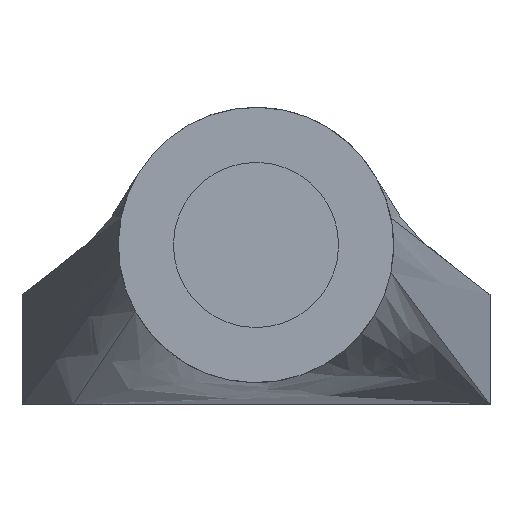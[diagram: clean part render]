
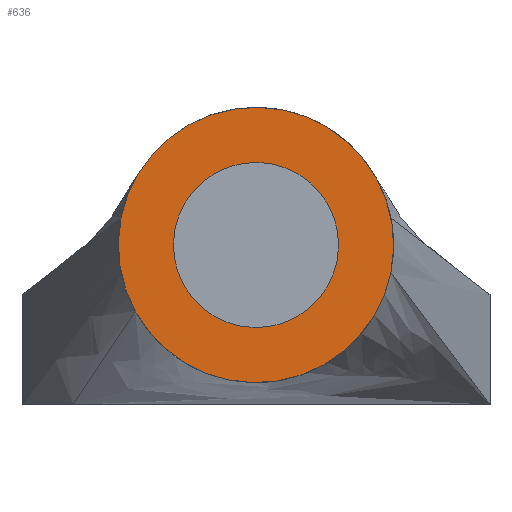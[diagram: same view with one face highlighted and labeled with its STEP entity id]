
A CAD part, front view. The second image highlights one B-rep face of the part: STEP entity #636.
In plain terms, the highlighted planar face has unit normal (0, -1, 0).
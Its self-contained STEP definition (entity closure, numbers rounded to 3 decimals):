
#535=AXIS2_PLACEMENT_3D('Circle Axis2P3D',#533,#534,$) ;
#560=AXIS2_PLACEMENT_3D('Circle Axis2P3D',#558,#559,$) ;
#578=AXIS2_PLACEMENT_3D('Circle Axis2P3D',#576,#577,$) ;
#609=AXIS2_PLACEMENT_3D('Circle Axis2P3D',#607,#608,$) ;
#626=AXIS2_PLACEMENT_3D('Plane Axis2P3D',#623,#624,#625) ;
#530=CARTESIAN_POINT('Vertex',(5.566,0.,3.619)) ;
#533=CARTESIAN_POINT('Axis2P3D Location',(4.25,0.,2.9)) ;
#537=CARTESIAN_POINT('Vertex',(2.934,0.,2.181)) ;
#558=CARTESIAN_POINT('Axis2P3D Location',(4.25,0.,2.9)) ;
#576=CARTESIAN_POINT('Axis2P3D Location',(4.25,0.,2.9)) ;
#580=CARTESIAN_POINT('Vertex',(6.444,0.,4.099)) ;
#582=CARTESIAN_POINT('Vertex',(2.056,0.,1.701)) ;
#607=CARTESIAN_POINT('Axis2P3D Location',(4.25,0.,2.9)) ;
#623=CARTESIAN_POINT('Axis2P3D Location',(6.75,0.,2.9)) ;
#534=DIRECTION('Axis2P3D Direction',(0.,-1.,0.)) ;
#559=DIRECTION('Axis2P3D Direction',(0.,-1.,0.)) ;
#577=DIRECTION('Axis2P3D Direction',(0.,-1.,0.)) ;
#608=DIRECTION('Axis2P3D Direction',(0.,-1.,0.)) ;
#624=DIRECTION('Axis2P3D Direction',(0.,-1.,0.)) ;
#625=DIRECTION('Axis2P3D XDirection',(1.,0.,0.)) ;
#629=ORIENTED_EDGE('',*,*,#611,.T.) ;
#630=ORIENTED_EDGE('',*,*,#584,.T.) ;
#633=ORIENTED_EDGE('',*,*,#539,.F.) ;
#634=ORIENTED_EDGE('',*,*,#562,.F.) ;
#635=FACE_BOUND('',#632,.T.) ;
#636=ADVANCED_FACE('S3D',(#631,#635),#627,.T.) ;
#536=CIRCLE('generated circle',#535,1.5) ;
#561=CIRCLE('generated circle',#560,1.5) ;
#579=CIRCLE('generated circle',#578,2.5) ;
#610=CIRCLE('generated circle',#609,2.5) ;
#539=EDGE_CURVE('',#531,#538,#536,.T.) ;
#562=EDGE_CURVE('',#538,#531,#561,.T.) ;
#584=EDGE_CURVE('',#581,#583,#579,.T.) ;
#611=EDGE_CURVE('',#583,#581,#610,.T.) ;
#628=EDGE_LOOP('',(#629,#630)) ;
#632=EDGE_LOOP('',(#633,#634)) ;
#631=FACE_OUTER_BOUND('',#628,.T.) ;
#627=PLANE('',#626) ;
#531=VERTEX_POINT('',#530) ;
#538=VERTEX_POINT('',#537) ;
#581=VERTEX_POINT('',#580) ;
#583=VERTEX_POINT('',#582) ;
